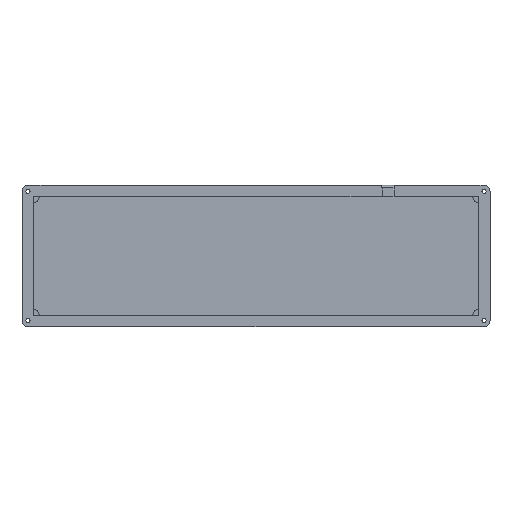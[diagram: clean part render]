
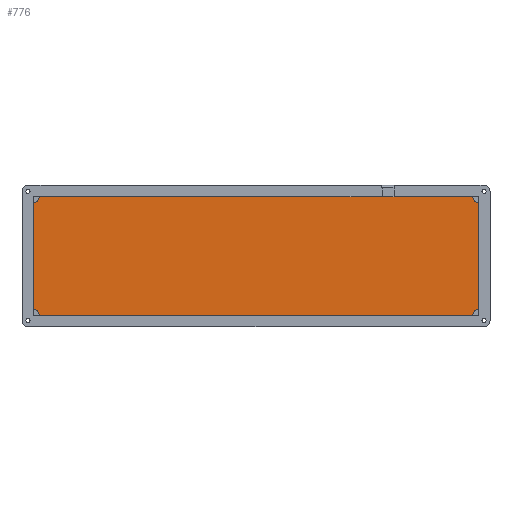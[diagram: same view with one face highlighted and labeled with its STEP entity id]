
A CAD part, top view. The second image highlights one B-rep face of the part: STEP entity #776.
In plain terms, the highlighted planar face has unit normal (0, 0, 1).
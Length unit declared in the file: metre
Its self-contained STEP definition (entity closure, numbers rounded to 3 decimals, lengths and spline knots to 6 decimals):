
#181=ORIENTED_EDGE('',*,*,#330,.F.);
#182=ORIENTED_EDGE('',*,*,#286,.T.);
#183=ORIENTED_EDGE('',*,*,#300,.T.);
#184=ORIENTED_EDGE('',*,*,#344,.F.);
#286=EDGE_CURVE('',#394,#393,#469,.T.);
#300=EDGE_CURVE('',#393,#406,#483,.T.);
#330=EDGE_CURVE('',#394,#434,#505,.T.);
#344=EDGE_CURVE('',#434,#406,#519,.T.);
#393=VERTEX_POINT('',#1148);
#394=VERTEX_POINT('',#1150);
#406=VERTEX_POINT('',#1176);
#434=VERTEX_POINT('',#1243);
#469=LINE('',#1149,#540);
#483=LINE('',#1177,#554);
#505=LINE('',#1242,#576);
#519=LINE('',#1269,#590);
#540=VECTOR('',#910,1.);
#554=VECTOR('',#926,1.);
#576=VECTOR('',#980,1.);
#590=VECTOR('',#996,1.);
#632=EDGE_LOOP('',(#181,#182,#183,#184));
#697=FACE_BOUND('',#632,.T.);
#746=PLANE('',#856);
#776=ADVANCED_FACE('',(#697),#746,.T.);
#856=AXIS2_PLACEMENT_3D('',#1309,#1041,#1042);
#910=DIRECTION('',(0.,-1.,0.));
#926=DIRECTION('',(1.,0.,0.));
#980=DIRECTION('',(1.,0.,0.));
#996=DIRECTION('',(0.,-1.,0.));
#1041=DIRECTION('',(0.,0.,1.));
#1042=DIRECTION('',(1.,0.,0.));
#1148=CARTESIAN_POINT('',(-0.173364,-0.213137,0.003));
#1149=CARTESIAN_POINT('',(-0.173364,-0.163612,0.003));
#1150=CARTESIAN_POINT('',(-0.173364,-0.114087,0.003));
#1176=CARTESIAN_POINT('',(0.199236,-0.213137,0.003));
#1177=CARTESIAN_POINT('',(0.012936,-0.213137,0.003));
#1242=CARTESIAN_POINT('',(0.012936,-0.114087,0.003));
#1243=CARTESIAN_POINT('',(0.199236,-0.114087,0.003));
#1269=CARTESIAN_POINT('',(0.199236,-0.163612,0.003));
#1309=CARTESIAN_POINT('',(0.012936,-0.163612,0.003));
